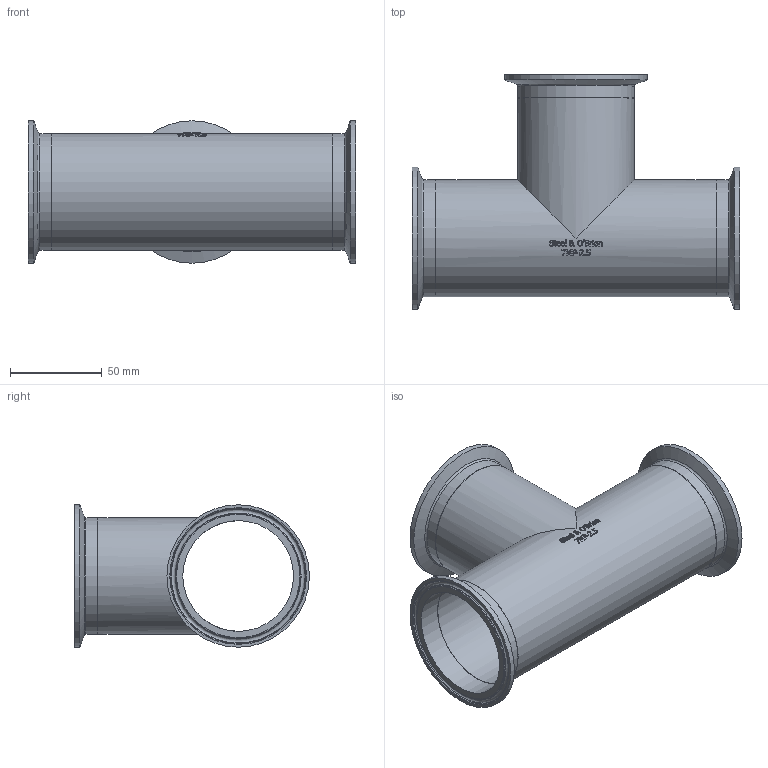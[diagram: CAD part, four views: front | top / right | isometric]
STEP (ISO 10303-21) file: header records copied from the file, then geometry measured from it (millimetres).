
FILE_DESCRIPTION(/* description */ (''),/* implementation_level */ '2;1');
FILE_NAME(/* name */ '7MP-2.5.stp',/* time_stamp */ '2019-02-01T14:12:06-05:00',/* author */ ('rick'),/* organization */ (''),/* preprocessor_version */ 'ST-DEVELOPER v15.2',/* originating_system */ 'Autodesk Inventor 2014',/* authorisation */ '');
FILE_SCHEMA (('AUTOMOTIVE_DESIGN { 1 0 10303 214 3 1 1 }'));
Length unit declared in the file: inch
Products named in the file (1): 7MP-2.5
Bounding box: 177.8 x 127.6 x 77.39 mm (x, y, z)
Volume: 89452.2 mm3; surface area: 98873.4 mm2
Topology: 1 solids, 1 shells, 362 faces, 941 edges, 619 vertices
Faces by surface type: bspline 151, plane 141, cylinder 43, torus 18, cone 9
Full cylindrical faces by diameter (mm): 60.198 x5, 63.5 x5, 77.394 x3
Entity records: 13634 total; most frequent: CARTESIAN_POINT 5693, ORIENTED_EDGE 1790, DIRECTION 1206, EDGE_CURVE 895, VERTEX_POINT 615, EDGE_LOOP 446, LINE 404, VECTOR 404
